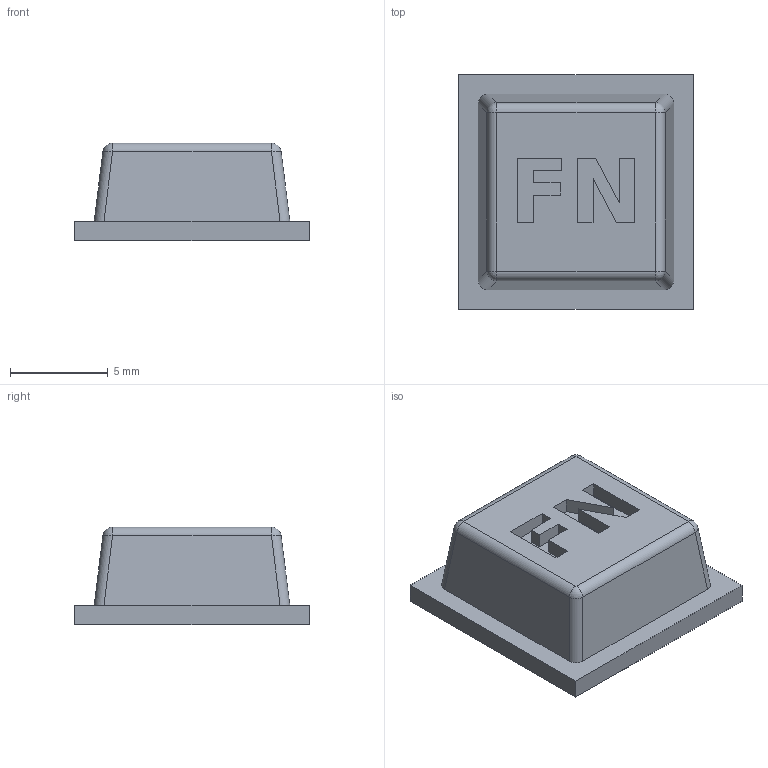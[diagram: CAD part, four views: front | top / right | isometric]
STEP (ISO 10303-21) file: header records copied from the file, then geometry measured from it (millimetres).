
FILE_DESCRIPTION(('Open CASCADE Model'),'2;1');
FILE_NAME('Open CASCADE Shape Model','2025-07-18T16:07:40',('Author'),( 'Open CASCADE'),'Open CASCADE STEP processor 7.7','Open CASCADE 7.7' ,'Unknown');
FILE_SCHEMA(('AUTOMOTIVE_DESIGN { 1 0 10303 214 1 1 1 1 }'));
Length unit declared in the file: millimetre
Products named in the file (1): Open CASCADE STEP translator 7.7 1600
Bounding box: 12 x 12 x 5 mm (x, y, z)
Volume: 366.6 mm3; surface area: 565.8 mm2
Topology: 1 solids, 1 shells, 52 faces, 127 edges, 78 vertices
Faces by surface type: plane 39, cylinder 9, sphere 4
Full cylindrical faces by diameter (mm): 4.5 x1
Entity records: 3113 total; most frequent: CARTESIAN_POINT 560, DIRECTION 482, LINE 337, VECTOR 337, ORIENTED_EDGE 246, PCURVE 246, DEFINITIONAL_REPRESENTATION 246, EDGE_CURVE 123
